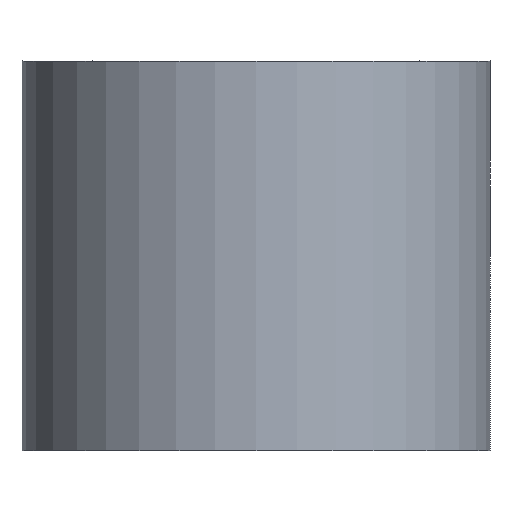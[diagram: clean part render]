
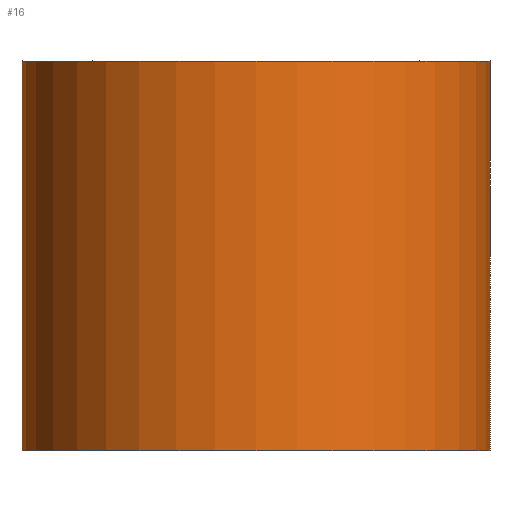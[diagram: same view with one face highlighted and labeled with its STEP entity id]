
A CAD part, front view. The second image highlights one B-rep face of the part: STEP entity #16.
In plain terms, the highlighted cylindrical face has radius 3 mm (diameter 6 mm), a partial arc.
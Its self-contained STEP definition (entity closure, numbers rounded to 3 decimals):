
#5 = CARTESIAN_POINT ( 'NONE',  ( -3., 0., 2.5 ) ) ;
#12 = AXIS2_PLACEMENT_3D ( 'NONE', #142, #117, #234 ) ;
#16 = ADVANCED_FACE ( 'NONE', ( #158 ), #157, .T. ) ;
#38 = EDGE_CURVE ( 'NONE', #166, #50, #139, .T. ) ;
#45 = CARTESIAN_POINT ( 'NONE',  ( 3., 0., 2.5 ) ) ;
#50 = VERTEX_POINT ( 'NONE', #105 ) ;
#66 = VERTEX_POINT ( 'NONE', #5 ) ;
#68 = AXIS2_PLACEMENT_3D ( 'NONE', #164, #240, #208 ) ;
#69 = DIRECTION ( 'NONE',  ( 0., 0., 1. ) ) ;
#85 = DIRECTION ( 'NONE',  ( 1., 0., 0. ) ) ;
#86 = EDGE_LOOP ( 'NONE', ( #143, #185, #90, #150 ) ) ;
#90 = ORIENTED_EDGE ( 'NONE', *, *, #193, .T. ) ;
#91 = DIRECTION ( 'NONE',  ( 0., 0., -1. ) ) ;
#105 = CARTESIAN_POINT ( 'NONE',  ( 3., 0., -2.5 ) ) ;
#114 = LINE ( 'NONE', #120, #187 ) ;
#116 = AXIS2_PLACEMENT_3D ( 'NONE', #205, #69, #85 ) ;
#117 = DIRECTION ( 'NONE',  ( 0., 0., -1. ) ) ;
#120 = CARTESIAN_POINT ( 'NONE',  ( -3., 0., 2.5 ) ) ;
#133 = CIRCLE ( 'NONE', #116, 3. ) ;
#139 = LINE ( 'NONE', #180, #199 ) ;
#142 = CARTESIAN_POINT ( 'NONE',  ( 0., 0., 2.5 ) ) ;
#143 = ORIENTED_EDGE ( 'NONE', *, *, #38, .F. ) ;
#150 = ORIENTED_EDGE ( 'NONE', *, *, #222, .T. ) ;
#157 = CYLINDRICAL_SURFACE ( 'NONE', #12, 3. ) ;
#158 = FACE_OUTER_BOUND ( 'NONE', #86, .T. ) ;
#164 = CARTESIAN_POINT ( 'NONE',  ( 0., 0., -2.5 ) ) ;
#166 = VERTEX_POINT ( 'NONE', #45 ) ;
#175 = EDGE_CURVE ( 'NONE', #66, #166, #133, .T. ) ;
#180 = CARTESIAN_POINT ( 'NONE',  ( 3., 0., 2.5 ) ) ;
#185 = ORIENTED_EDGE ( 'NONE', *, *, #175, .F. ) ;
#187 = VECTOR ( 'NONE', #91, 1000. ) ;
#193 = EDGE_CURVE ( 'NONE', #66, #225, #114, .T. ) ;
#199 = VECTOR ( 'NONE', #233, 1000. ) ;
#205 = CARTESIAN_POINT ( 'NONE',  ( 0., 0., 2.5 ) ) ;
#208 = DIRECTION ( 'NONE',  ( 1., 0., 0. ) ) ;
#209 = CIRCLE ( 'NONE', #68, 3. ) ;
#222 = EDGE_CURVE ( 'NONE', #225, #50, #209, .T. ) ;
#225 = VERTEX_POINT ( 'NONE', #236 ) ;
#233 = DIRECTION ( 'NONE',  ( 0., 0., -1. ) ) ;
#234 = DIRECTION ( 'NONE',  ( -1., 0., 0. ) ) ;
#236 = CARTESIAN_POINT ( 'NONE',  ( -3., 0., -2.5 ) ) ;
#240 = DIRECTION ( 'NONE',  ( 0., 0., 1. ) ) ;
